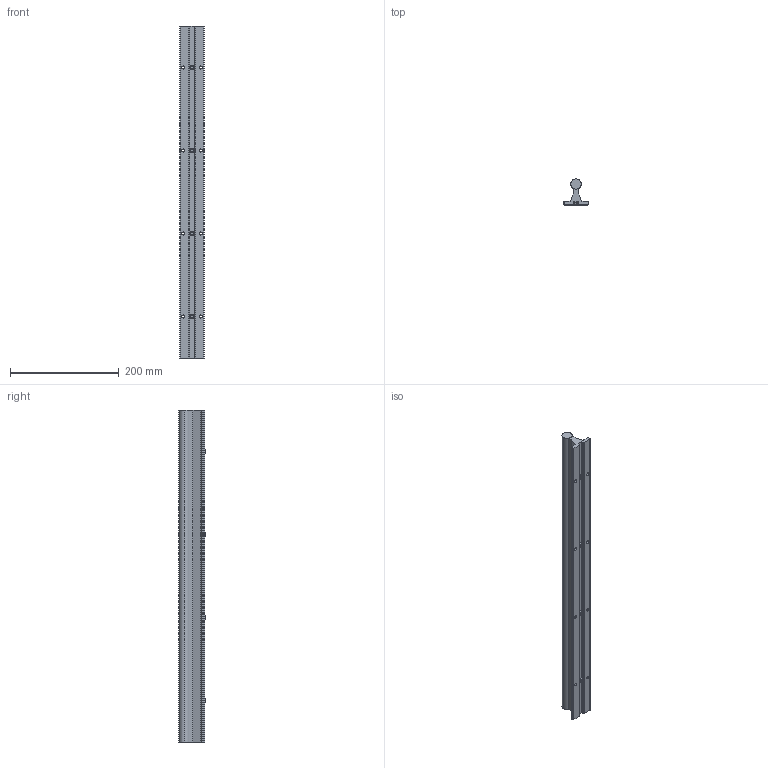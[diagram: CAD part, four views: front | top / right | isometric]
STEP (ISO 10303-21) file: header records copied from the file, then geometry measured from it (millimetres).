
FILE_DESCRIPTION (( 'STEP AP203' ), '1' );
FILE_NAME ('SRA12SS-024.000-SL.step', '2023-06-07T12:39:13', ( '' ), ( '' ), 'SwSTEP 2.0', 'SolidWorks 2021', '' );
FILE_SCHEMA (( 'CONFIG_CONTROL_DESIGN' ));
Length unit declared in the file: inch
Products named in the file (1): SRA12SS-024.000-SL
Bounding box: 44.45 x 47.88 x 609.6 mm (x, y, z)
Volume: 492880.1 mm3; surface area: 132920.8 mm2
Topology: 6 solids, 6 shells, 201 faces, 455 edges, 270 vertices
Faces by surface type: plane 71, cylinder 70, cone 60
Entity records: 6050 total; most frequent: CARTESIAN_POINT 1443, DIRECTION 983, ORIENTED_EDGE 894, EDGE_CURVE 447, AXIS2_PLACEMENT_3D 378, VERTEX_POINT 270, EDGE_LOOP 237, VECTOR 227
